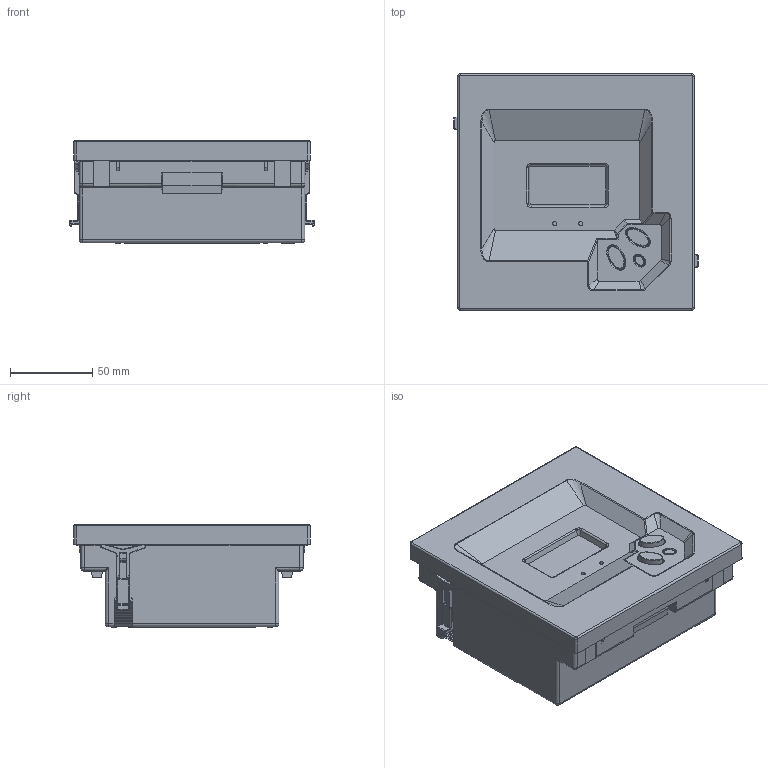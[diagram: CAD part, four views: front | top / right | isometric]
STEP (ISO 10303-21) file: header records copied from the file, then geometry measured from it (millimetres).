
FILE_DESCRIPTION((''),'2;1');
FILE_NAME('C14468_SW0001','2020-02-24T15:21:03',('esors'),(''),'CREO PARAMETRIC BY PTC INC, 2018260','CREO PARAMETRIC BY PTC INC, 2018260','');
FILE_SCHEMA(('AUTOMOTIVE_DESIGN { 1 0 10303 214 1 1 1 1 }'));
Products named in the file (1): C14468_SW0001
Bounding box: 148.8 x 144 x 63 mm (x, y, z)
Volume: 323461.7 mm3; surface area: 229811.4 mm2
Topology: 1 solids, 1 shells, 2428 faces, 6878 edges, 4444 vertices
Faces by surface type: plane 1842, cylinder 363, bspline 47, torus 46, cone 46, extrusion 44, sphere 40
Entity records: 84841 total; most frequent: CARTESIAN_POINT 19723, ORIENTED_EDGE 13748, DIRECTION 12252, EDGE_CURVE 6874, VECTOR 5774, LINE 5730, VERTEX_POINT 4444, AXIS2_PLACEMENT_3D 3239
